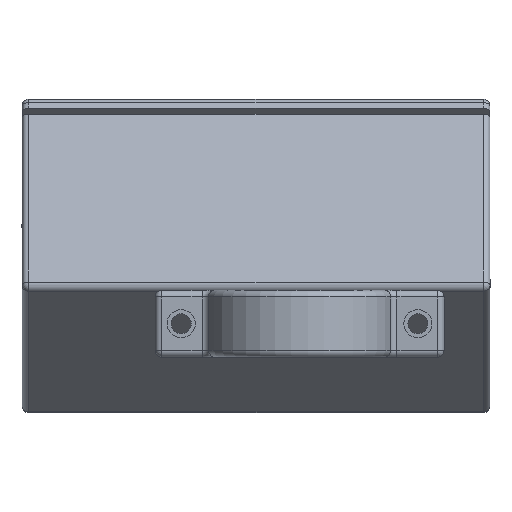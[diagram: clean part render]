
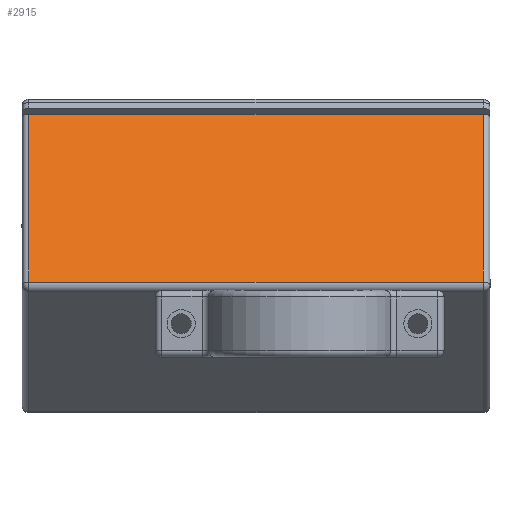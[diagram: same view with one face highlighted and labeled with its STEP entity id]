
A CAD part, front view. The second image highlights one B-rep face of the part: STEP entity #2915.
In plain terms, the highlighted face is planar.
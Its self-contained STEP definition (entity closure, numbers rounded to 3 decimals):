
#403 = DIRECTION ( 'NONE',  ( 0., 0., -1. ) ) ;
#435 = CARTESIAN_POINT ( 'NONE',  ( -19.05, 30., 34. ) ) ;
#677 = EDGE_CURVE ( 'NONE', #4906, #1592, #4937, .T. ) ;
#837 = PLANE ( 'NONE',  #1547 ) ;
#881 = CARTESIAN_POINT ( 'NONE',  ( -19.05, 30., -34. ) ) ;
#961 = EDGE_CURVE ( 'NONE', #1592, #4544, #3820, .T. ) ;
#1154 = ORIENTED_EDGE ( 'NONE', *, *, #2461, .T. ) ;
#1235 = DIRECTION ( 'NONE',  ( 0., 1., 0. ) ) ;
#1286 = FACE_OUTER_BOUND ( 'NONE', #3501, .T. ) ;
#1547 = AXIS2_PLACEMENT_3D ( 'NONE', #4839, #4015, #403 ) ;
#1592 = VERTEX_POINT ( 'NONE', #1625 ) ;
#1625 = CARTESIAN_POINT ( 'NONE',  ( -19.05, 1., -34. ) ) ;
#1659 = VECTOR ( 'NONE', #4207, 1000. ) ;
#1948 = VERTEX_POINT ( 'NONE', #4331 ) ;
#1964 = CARTESIAN_POINT ( 'NONE',  ( -19.05, 30., -34. ) ) ;
#2049 = LINE ( 'NONE', #435, #3948 ) ;
#2461 = EDGE_CURVE ( 'NONE', #4544, #1948, #2049, .T. ) ;
#2491 = CARTESIAN_POINT ( 'NONE',  ( -19.05, 1., 34. ) ) ;
#2617 = ORIENTED_EDGE ( 'NONE', *, *, #677, .T. ) ;
#2915 = ADVANCED_FACE ( 'NONE', ( #1286 ), #837, .F. ) ;
#2933 = CARTESIAN_POINT ( 'NONE',  ( -19.05, 30., -35. ) ) ;
#3501 = EDGE_LOOP ( 'NONE', ( #1154, #4668, #2617, #4781 ) ) ;
#3794 = EDGE_CURVE ( 'NONE', #1948, #4906, #4133, .T. ) ;
#3820 = LINE ( 'NONE', #4962, #3868 ) ;
#3863 = VECTOR ( 'NONE', #5140, 1000. ) ;
#3868 = VECTOR ( 'NONE', #3875, 1000. ) ;
#3875 = DIRECTION ( 'NONE',  ( 0., 0., 1. ) ) ;
#3948 = VECTOR ( 'NONE', #1235, 1000. ) ;
#4015 = DIRECTION ( 'NONE',  ( 1., 0., 0. ) ) ;
#4133 = LINE ( 'NONE', #2933, #1659 ) ;
#4207 = DIRECTION ( 'NONE',  ( 0., 0., -1. ) ) ;
#4331 = CARTESIAN_POINT ( 'NONE',  ( -19.05, 30., 34. ) ) ;
#4544 = VERTEX_POINT ( 'NONE', #2491 ) ;
#4668 = ORIENTED_EDGE ( 'NONE', *, *, #3794, .T. ) ;
#4781 = ORIENTED_EDGE ( 'NONE', *, *, #961, .T. ) ;
#4839 = CARTESIAN_POINT ( 'NONE',  ( -19.05, 30., -35. ) ) ;
#4906 = VERTEX_POINT ( 'NONE', #1964 ) ;
#4937 = LINE ( 'NONE', #881, #3863 ) ;
#4962 = CARTESIAN_POINT ( 'NONE',  ( -19.05, 1., -35. ) ) ;
#5140 = DIRECTION ( 'NONE',  ( 0., -1., 0. ) ) ;
